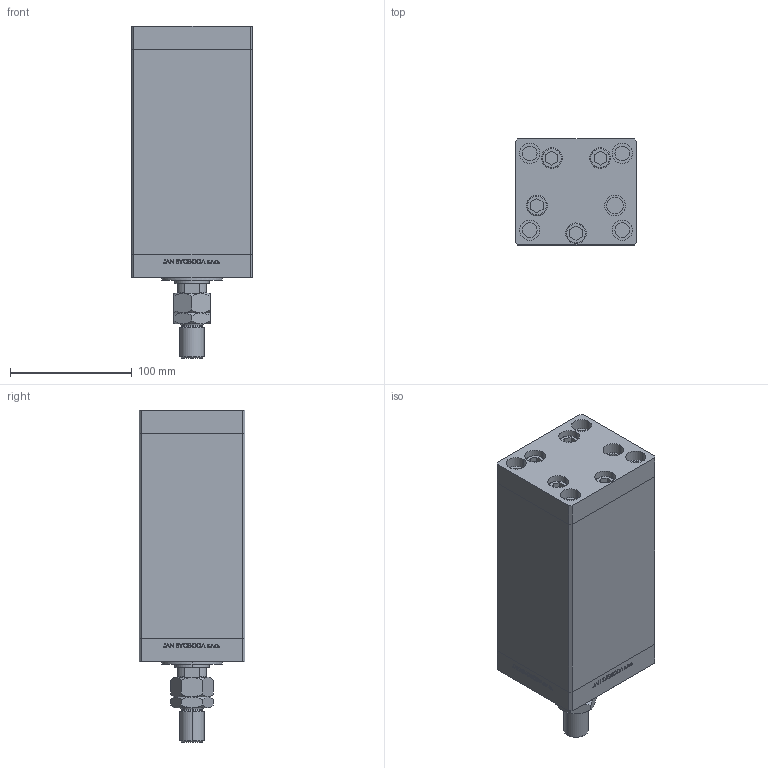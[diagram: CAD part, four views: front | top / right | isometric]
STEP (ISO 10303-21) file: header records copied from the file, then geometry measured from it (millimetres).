
FILE_DESCRIPTION (( 'STEP AP203' ), '1' );
FILE_NAME ('e4b6.STEP', '2022-05-27T08:07:53', ( '' ), ( '' ), 'SwSTEP 2.0', 'SolidWorks 2019', '' );
FILE_SCHEMA (( 'CONFIG_CONTROL_DESIGN' ));
Length unit declared in the file: millimetre
Products named in the file (7): V220C FRONT b2513ba7bc759759278ec526090b083d; ALLEN BOLT b2513ba7bc759759278ec526090b083d; V220C_VC_C b2513ba7bc759759278ec526090b083d; e4b6; V220C_C MIDDLE b2513ba7bc759759278ec526090b083d; V220C BACK_C b2513ba7bc759759278ec526090b083d; MTA b2513ba7bc759759278ec526090b083d
Assembly tree (14 placements, depth 2):
  e4b6
    ALLEN BOLT b2513ba7bc759759278ec526090b083d  x9
    V220C_C MIDDLE b2513ba7bc759759278ec526090b083d
    V220C FRONT b2513ba7bc759759278ec526090b083d
    V220C_VC_C b2513ba7bc759759278ec526090b083d
    V220C BACK_C b2513ba7bc759759278ec526090b083d
    MTA b2513ba7bc759759278ec526090b083d
Bounding box: 100 x 87 x 272.5 mm (x, y, z)
Volume: 1497461.7 mm3; surface area: 250960.6 mm2
Topology: 14 solids, 14 shells, 1213 faces, 3006 edges, 1960 vertices
Faces by surface type: plane 557, bspline 380, cylinder 164, cone 70, torus 42
Entity records: 50801 total; most frequent: CARTESIAN_POINT 27103, ORIENTED_EDGE 5272, DIRECTION 3487, EDGE_CURVE 2636, VERTEX_POINT 1736, VECTOR 1489, LINE 1489, EDGE_LOOP 1206
